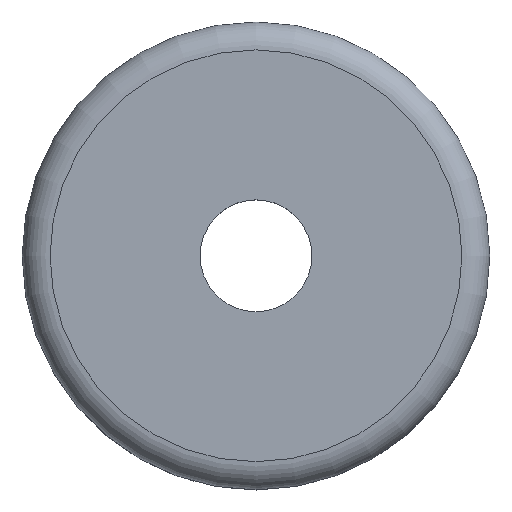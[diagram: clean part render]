
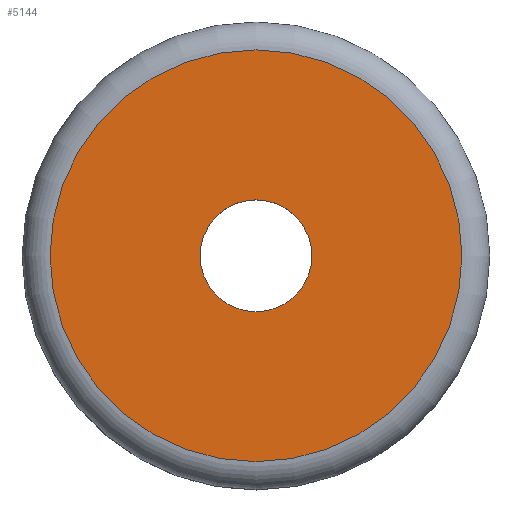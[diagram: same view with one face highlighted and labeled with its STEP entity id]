
A CAD part, top view. The second image highlights one B-rep face of the part: STEP entity #5144.
In plain terms, the highlighted planar face has unit normal (0, 0, 1).
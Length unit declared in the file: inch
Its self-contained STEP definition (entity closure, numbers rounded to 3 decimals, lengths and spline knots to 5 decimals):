
#1553=FACE_BOUND('',#1877,.T.);
#1589=FACE_OUTER_BOUND('',#1876,.T.);
#1876=EDGE_LOOP('',(#3536));
#1877=EDGE_LOOP('',(#3537));
#2195=CIRCLE('',#5451,0.55256);
#2199=CIRCLE('',#5456,0.15);
#2280=VERTEX_POINT('',#6631);
#2283=VERTEX_POINT('',#6639);
#2779=EDGE_CURVE('',#2280,#2280,#2195,.T.);
#2783=EDGE_CURVE('',#2283,#2283,#2199,.T.);
#3536=ORIENTED_EDGE('',*,*,#2779,.F.);
#3537=ORIENTED_EDGE('',*,*,#2783,.T.);
#5026=PLANE('',#5455);
#5144=ADVANCED_FACE('',(#1589,#1553),#5026,.T.);
#5451=AXIS2_PLACEMENT_3D('',#6632,#5715,#5716);
#5455=AXIS2_PLACEMENT_3D('',#6638,#5723,#5724);
#5456=AXIS2_PLACEMENT_3D('',#6640,#5725,#5726);
#5715=DIRECTION('center_axis',(0.,0.,
-1.));
#5716=DIRECTION('ref_axis',(-1.,0.,0.));
#5723=DIRECTION('center_axis',(0.,0.,
1.));
#5724=DIRECTION('ref_axis',(-1.,0.,0.));
#5725=DIRECTION('center_axis',(0.,0.,
-1.));
#5726=DIRECTION('ref_axis',(-1.,0.,0.));
#6631=CARTESIAN_POINT('',(-0.55256,0.01562,0.1));
#6632=CARTESIAN_POINT('Origin',(0.,0.01562,
0.1));
#6638=CARTESIAN_POINT('Origin',(0.,0.01562,
0.1));
#6639=CARTESIAN_POINT('',(0.15,0.01562,0.1));
#6640=CARTESIAN_POINT('Origin',(0.,0.01562,
0.1));
